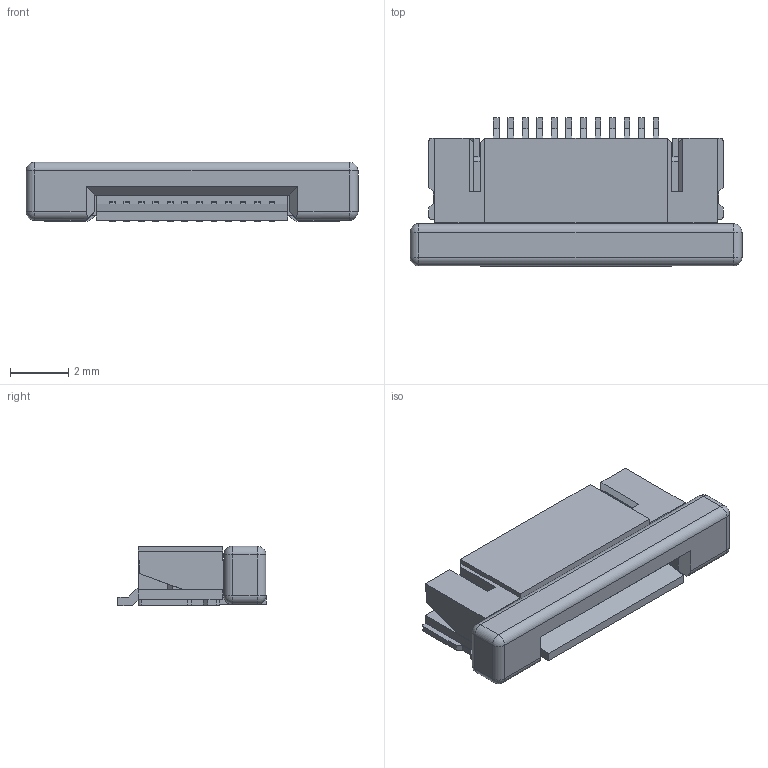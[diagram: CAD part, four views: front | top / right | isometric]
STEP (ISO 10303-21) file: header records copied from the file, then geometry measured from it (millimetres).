
FILE_DESCRIPTION(/* description */ (''),/* implementation_level */ '2;1');
FILE_NAME(/* name */ 'FPC05_12POS.step',/* time_stamp */ '2019-08-01T00:02:12+08:00',/* author */ (''),/* organization */ (''),/* preprocessor_version */ 'ST-DEVELOPER v18',/* originating_system */ 'Autodesk Translation Framework v8.2.0.1029',/* authorisation */ '');
FILE_SCHEMA (('AUTOMOTIVE_DESIGN { 1 0 10303 214 3 1 1 }'));
Length unit declared in the file: millimetre
Products named in the file (1): (未保存)
Bounding box: 11.43 x 5.11 x 2.05 mm (x, y, z)
Volume: 77.2 mm3; surface area: 254.3 mm2
Topology: 1 solids, 1 shells, 308 faces, 860 edges, 556 vertices
Faces by surface type: plane 258, cylinder 42, sphere 8
Entity records: 9755 total; most frequent: CARTESIAN_POINT 1725, ORIENTED_EDGE 1720, DIRECTION 1568, EDGE_CURVE 860, LINE 770, VECTOR 770, VERTEX_POINT 556, AXIS2_PLACEMENT_3D 399
